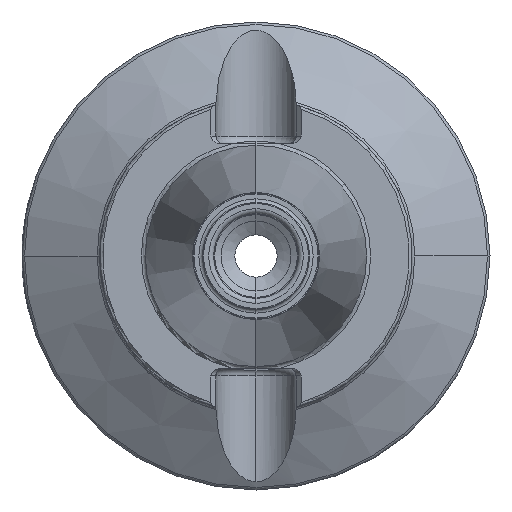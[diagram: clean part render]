
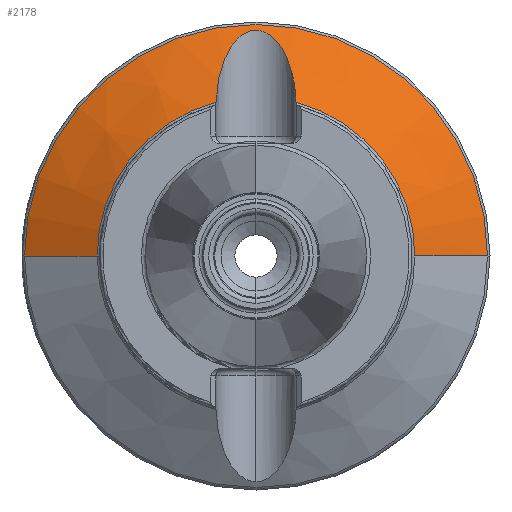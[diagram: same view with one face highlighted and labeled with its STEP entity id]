
A CAD part, left-side view. The second image highlights one B-rep face of the part: STEP entity #2178.
In plain terms, the highlighted conical face has half-angle 60 degrees and reference radius 47 mm.
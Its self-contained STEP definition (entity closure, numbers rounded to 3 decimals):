
#115 = CARTESIAN_POINT ( 'NONE',  ( 11.889, -8.045, 30.869 ) ) ;
#133 = DIRECTION ( 'NONE',  ( 0.5, -0.866, 0. ) ) ;
#138 = CARTESIAN_POINT ( 'NONE',  ( 18.191, 4.63, 42.565 ) ) ;
#155 = CARTESIAN_POINT ( 'NONE',  ( 19.649, 0.235, 45.342 ) ) ;
#171 = CARTESIAN_POINT ( 'NONE',  ( 17.21, -5.796, 40.708 ) ) ;
#181 = EDGE_LOOP ( 'NONE', ( #1930, #3622, #1806, #4447, #2626, #788 ) ) ;
#267 = AXIS2_PLACEMENT_3D ( 'NONE', #402, #2795, #747 ) ;
#318 = VERTEX_POINT ( 'NONE', #115 ) ;
#340 = EDGE_CURVE ( 'NONE', #989, #4216, #2881, .T. ) ;
#402 = CARTESIAN_POINT ( 'NONE',  ( 20.318, 0., 0. ) ) ;
#465 = CARTESIAN_POINT ( 'NONE',  ( 13.457, 7.874, 33.713 ) ) ;
#477 = CARTESIAN_POINT ( 'NONE',  ( 18.655, 3.887, 43.448 ) ) ;
#497 = CARTESIAN_POINT ( 'NONE',  ( 19.643, -0.385, 45.33 ) ) ;
#512 = CARTESIAN_POINT ( 'NONE',  ( 16.126, -6.673, 38.669 ) ) ;
#540 = CONICAL_SURFACE ( 'NONE', #2730, 47., 1.047 ) ;
#747 = DIRECTION ( 'NONE',  ( 0., -1., 0. ) ) ;
#788 = ORIENTED_EDGE ( 'NONE', *, *, #3694, .T. ) ;
#807 = CARTESIAN_POINT ( 'NONE',  ( 14.979, 7.319, 36.529 ) ) ;
#822 = CARTESIAN_POINT ( 'NONE',  ( 19.069, 3.02, 44.235 ) ) ;
#839 = CARTESIAN_POINT ( 'NONE',  ( 19.591, -0.996, 45.23 ) ) ;
#854 = CARTESIAN_POINT ( 'NONE',  ( 15.009, -7.305, 36.584 ) ) ;
#914 = CARTESIAN_POINT ( 'NONE',  ( 11.889, 8.045, 30.869 ) ) ;
#989 = VERTEX_POINT ( 'NONE', #3238 ) ;
#1073 = VERTEX_POINT ( 'NONE', #1434 ) ;
#1093 = CARTESIAN_POINT ( 'NONE',  ( 20.607, 47., 0. ) ) ;
#1101 = AXIS2_PLACEMENT_3D ( 'NONE', #1560, #2162, #1838 ) ;
#1116 = EDGE_CURVE ( 'NONE', #318, #989, #4102, .T. ) ;
#1157 = CARTESIAN_POINT ( 'NONE',  ( 15.729, 6.914, 37.926 ) ) ;
#1165 = CARTESIAN_POINT ( 'NONE',  ( 20.607, -47., 0. ) ) ;
#1173 = CARTESIAN_POINT ( 'NONE',  ( 19.35, 2.186, 44.77 ) ) ;
#1187 = CARTESIAN_POINT ( 'NONE',  ( 19.415, -1.964, 44.895 ) ) ;
#1200 = CARTESIAN_POINT ( 'NONE',  ( 13.861, -7.737, 34.459 ) ) ;
#1229 = DIRECTION ( 'NONE',  ( 1., 0., 0. ) ) ;
#1255 = VECTOR ( 'NONE', #1779, 1000. ) ;
#1434 = CARTESIAN_POINT ( 'NONE',  ( 11.889, 31.9, 0. ) ) ;
#1495 = CARTESIAN_POINT ( 'NONE',  ( 16.285, 6.55, 38.969 ) ) ;
#1510 = CARTESIAN_POINT ( 'NONE',  ( 19.484, 1.638, 45.026 ) ) ;
#1526 = CARTESIAN_POINT ( 'NONE',  ( 19.085, -2.982, 44.264 ) ) ;
#1539 = CARTESIAN_POINT ( 'NONE',  ( 12.683, -7.987, 32.305 ) ) ;
#1541 = DIRECTION ( 'NONE',  ( 1., 0., 0. ) ) ;
#1557 = CARTESIAN_POINT ( 'NONE',  ( 20.607, 0., 0. ) ) ;
#1560 = CARTESIAN_POINT ( 'NONE',  ( 11.889, 0., 0. ) ) ;
#1779 = DIRECTION ( 'NONE',  ( 0.5, 0.866, 0. ) ) ;
#1806 = ORIENTED_EDGE ( 'NONE', *, *, #3988, .T. ) ;
#1838 = DIRECTION ( 'NONE',  ( 0., -1., 0. ) ) ;
#1845 = CARTESIAN_POINT ( 'NONE',  ( 17.185, 5.819, 40.661 ) ) ;
#1862 = CARTESIAN_POINT ( 'NONE',  ( 19.583, 1.052, 45.216 ) ) ;
#1878 = CARTESIAN_POINT ( 'NONE',  ( 18.674, -3.853, 43.483 ) ) ;
#1893 = CARTESIAN_POINT ( 'NONE',  ( 11.889, -8.045, 30.869 ) ) ;
#1930 = ORIENTED_EDGE ( 'NONE', *, *, #1116, .T. ) ;
#1991 = VECTOR ( 'NONE', #133, 1000. ) ;
#2061 = VERTEX_POINT ( 'NONE', #3847 ) ;
#2162 = DIRECTION ( 'NONE',  ( 1., 0., 0. ) ) ;
#2178 = ADVANCED_FACE ( 'NONE', ( #2582 ), #540, .T. ) ;
#2182 = LINE ( 'NONE', #1093, #1255 ) ;
#2186 = EDGE_CURVE ( 'NONE', #1073, #3265, #2373, .T. ) ;
#2202 = CARTESIAN_POINT ( 'NONE',  ( 17.864, 5.064, 41.946 ) ) ;
#2219 = CARTESIAN_POINT ( 'NONE',  ( 19.64, 0.445, 45.324 ) ) ;
#2235 = CARTESIAN_POINT ( 'NONE',  ( 17.893, -5.045, 42.001 ) ) ;
#2373 = CIRCLE ( 'NONE', #2954, 31.9 ) ;
#2522 = B_SPLINE_CURVE_WITH_KNOTS ( 'NONE', 3,
 ( #3863, #4219, #465, #2849, #807, #3193, #1157, #3543, #1495, #3879, #1845, #4240, #2202, #138, #2543, #477, #2861, #822, #3209, #1173, #3555, #1510, #3892, #1862, #4256, #2219, #155, #2556, #497, #2873, #839, #3224, #1187, #3568, #1526, #3908, #1878, #4273, #2235, #171, #2573, #512, #2894, #854, #3244, #1200, #3585, #1539, #3923, #1893 ),
 .UNSPECIFIED., .F., .F.,
 ( 4, 2, 2, 2, 2, 2, 2, 2, 2, 2, 2, 2, 2, 2, 2, 2, 2, 2, 2, 2, 2, 2, 2, 2, 4 ),
 ( 0.002, 0.007, 0.01, 0.011, 0.012, 0.014, 0.016, 0.017, 0.018, 0.019, 0.02, 0.02, 0.021, 0.022, 0.022, 0.023, 0.024, 0.025, 0.027, 0.029, 0.031, 0.034, 0.036, 0.039, 0.041 ),
 .UNSPECIFIED. ) ;
#2543 = CARTESIAN_POINT ( 'NONE',  ( 18.351, 4.395, 42.869 ) ) ;
#2556 = CARTESIAN_POINT ( 'NONE',  ( 19.651, -0.18, 45.344 ) ) ;
#2573 = CARTESIAN_POINT ( 'NONE',  ( 16.851, -6.119, 40.032 ) ) ;
#2582 = FACE_OUTER_BOUND ( 'NONE', #181, .T. ) ;
#2606 = CARTESIAN_POINT ( 'NONE',  ( 20.318, -46.5, 0. ) ) ;
#2626 = ORIENTED_EDGE ( 'NONE', *, *, #2186, .T. ) ;
#2730 = AXIS2_PLACEMENT_3D ( 'NONE', #1557, #1541, #3261 ) ;
#2795 = DIRECTION ( 'NONE',  ( -1., 0., 0. ) ) ;
#2849 = CARTESIAN_POINT ( 'NONE',  ( 14.601, 7.48, 35.827 ) ) ;
#2861 = CARTESIAN_POINT ( 'NONE',  ( 18.8, 3.615, 43.723 ) ) ;
#2873 = CARTESIAN_POINT ( 'NONE',  ( 19.613, -0.793, 45.273 ) ) ;
#2881 = LINE ( 'NONE', #1165, #1991 ) ;
#2894 = CARTESIAN_POINT ( 'NONE',  ( 15.757, -6.907, 37.979 ) ) ;
#2954 = AXIS2_PLACEMENT_3D ( 'NONE', #3285, #1229, #3613 ) ;
#3193 = CARTESIAN_POINT ( 'NONE',  ( 15.542, 7.022, 37.578 ) ) ;
#3209 = CARTESIAN_POINT ( 'NONE',  ( 19.192, 2.7, 44.469 ) ) ;
#3224 = CARTESIAN_POINT ( 'NONE',  ( 19.501, -1.591, 45.059 ) ) ;
#3238 = CARTESIAN_POINT ( 'NONE',  ( 11.889, -31.9, 0. ) ) ;
#3244 = CARTESIAN_POINT ( 'NONE',  ( 14.63, -7.469, 35.88 ) ) ;
#3261 = DIRECTION ( 'NONE',  ( 0., 1., 0. ) ) ;
#3265 = VERTEX_POINT ( 'NONE', #914 ) ;
#3285 = CARTESIAN_POINT ( 'NONE',  ( 11.889, 0., 0. ) ) ;
#3543 = CARTESIAN_POINT ( 'NONE',  ( 16.1, 6.678, 38.622 ) ) ;
#3555 = CARTESIAN_POINT ( 'NONE',  ( 19.398, 2.008, 44.862 ) ) ;
#3568 = CARTESIAN_POINT ( 'NONE',  ( 19.206, -2.663, 44.495 ) ) ;
#3585 = CARTESIAN_POINT ( 'NONE',  ( 13.47, -7.84, 33.741 ) ) ;
#3613 = DIRECTION ( 'NONE',  ( 0., -1., 0. ) ) ;
#3622 = ORIENTED_EDGE ( 'NONE', *, *, #340, .T. ) ;
#3694 = EDGE_CURVE ( 'NONE', #3265, #318, #2522, .T. ) ;
#3847 = CARTESIAN_POINT ( 'NONE',  ( 20.318, 46.5, 0. ) ) ;
#3863 = CARTESIAN_POINT ( 'NONE',  ( 11.889, 8.045, 30.869 ) ) ;
#3879 = CARTESIAN_POINT ( 'NONE',  ( 16.831, 6.136, 39.994 ) ) ;
#3892 = CARTESIAN_POINT ( 'NONE',  ( 19.522, 1.445, 45.098 ) ) ;
#3908 = CARTESIAN_POINT ( 'NONE',  ( 18.819, -3.576, 43.76 ) ) ;
#3923 = CARTESIAN_POINT ( 'NONE',  ( 12.287, -8.031, 31.586 ) ) ;
#3988 = EDGE_CURVE ( 'NONE', #4216, #2061, #4201, .T. ) ;
#4007 = EDGE_CURVE ( 'NONE', #1073, #2061, #2182, .T. ) ;
#4102 = CIRCLE ( 'NONE', #1101, 31.9 ) ;
#4201 = CIRCLE ( 'NONE', #267, 46.5 ) ;
#4216 = VERTEX_POINT ( 'NONE', #2606 ) ;
#4219 = CARTESIAN_POINT ( 'NONE',  ( 12.681, 8.016, 32.294 ) ) ;
#4240 = CARTESIAN_POINT ( 'NONE',  ( 17.697, 5.263, 41.629 ) ) ;
#4256 = CARTESIAN_POINT ( 'NONE',  ( 19.607, 0.853, 45.262 ) ) ;
#4273 = CARTESIAN_POINT ( 'NONE',  ( 18.22, -4.619, 42.62 ) ) ;
#4447 = ORIENTED_EDGE ( 'NONE', *, *, #4007, .F. ) ;
